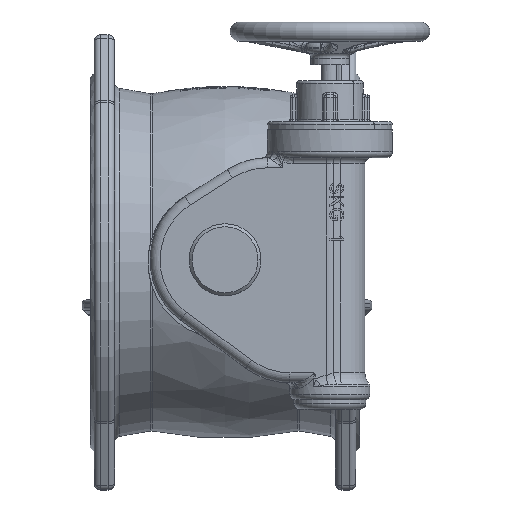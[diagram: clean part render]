
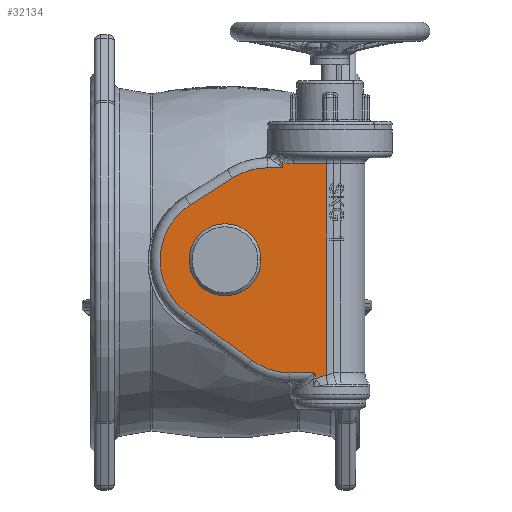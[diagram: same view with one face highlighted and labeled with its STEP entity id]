
A CAD part, top view. The second image highlights one B-rep face of the part: STEP entity #32134.
In plain terms, the highlighted planar face has unit normal (0, 0, 1).
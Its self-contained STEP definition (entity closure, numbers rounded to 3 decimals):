
#30379=CARTESIAN_POINT('',(-15.199,-114.075,
37.));
#30380=CARTESIAN_POINT('',(-15.292,-113.944,
37.));
#30381=CARTESIAN_POINT('',(-15.482,-113.705,
37.));
#30382=CARTESIAN_POINT('',(-15.774,-113.407,
37.));
#30383=CARTESIAN_POINT('',(-16.064,-113.172,
37.));
#30384=CARTESIAN_POINT('',(-16.251,-113.052,
37.));
#30385=CARTESIAN_POINT('',(-16.34,-113.001,
37.));
#30398=CARTESIAN_POINT('',(-13.964,-119.166,
37.));
#30399=CARTESIAN_POINT('',(-13.462,-118.82,
37.));
#30400=CARTESIAN_POINT('',(-12.385,-118.164,
37.));
#30401=CARTESIAN_POINT('',(-10.546,-117.296,
37.));
#30402=CARTESIAN_POINT('',(-8.48,-116.559,
37.));
#30403=CARTESIAN_POINT('',(-6.194,-115.972,
37.));
#30404=CARTESIAN_POINT('',(-4.495,-115.693,
37.));
#30405=CARTESIAN_POINT('',(-3.605,-115.589,
37.));
#30410=DIRECTION('',(0.,1.,0.));
#30411=VECTOR('',#30410,0.442);
#30412=CARTESIAN_POINT('',(-13.964,-119.166,
37.));
#30413=LINE('',#30412,#30411);
#30417=CARTESIAN_POINT('',(-13.964,-118.724,
37.));
#30418=CARTESIAN_POINT('',(-13.964,-118.497,
37.));
#30419=CARTESIAN_POINT('',(-13.976,-118.065,
37.));
#30420=CARTESIAN_POINT('',(-14.025,-117.477,
37.));
#30421=CARTESIAN_POINT('',(-14.097,-116.95,37.));
#30422=CARTESIAN_POINT('',(-14.187,-116.479,37.));
#30423=CARTESIAN_POINT('',(-14.29,-116.063,37.));
#30424=CARTESIAN_POINT('',(-14.401,-115.693,37.));
#30425=CARTESIAN_POINT('',(-14.522,-115.352,37.));
#30426=CARTESIAN_POINT('',(-14.66,-115.019,37.));
#30427=CARTESIAN_POINT('',(-14.817,-114.693,37.));
#30428=CARTESIAN_POINT('',(-14.999,-114.371,
37.));
#30429=CARTESIAN_POINT('',(-15.13,-114.171,
37.));
#30430=CARTESIAN_POINT('',(-15.199,-114.075,
37.));
#30435=DIRECTION('',(-1.,0.,0.));
#30436=VECTOR('',#30435,23.66);
#30437=CARTESIAN_POINT('',(-16.34,-113.001,
37.));
#30438=LINE('',#30437,#30436);
#30442=CARTESIAN_POINT('',(-40.,-48.,37.));
#30443=DIRECTION('',(0.,0.,-1.));
#30444=DIRECTION('',(0.,-1.,0.));
#30445=AXIS2_PLACEMENT_3D('',#30442,#30443,#30444);
#30450=DIRECTION('',(-0.804,0.594,0.));
#30451=VECTOR('',#30450,80.802);
#30452=CARTESIAN_POINT('',(-78.613,-100.288,37.));
#30453=LINE('',#30452,#30451);
#30457=CARTESIAN_POINT('',(-105.,0.,37.));
#30458=DIRECTION('',(0.,0.,-1.));
#30459=DIRECTION('',(-0.594,-0.804,0.));
#30460=AXIS2_PLACEMENT_3D('',#30457,#30458,#30459);
#30465=DIRECTION('',(0.844,0.536,0.));
#30466=VECTOR('',#30465,50.351);
#30467=CARTESIAN_POINT('',(-139.855,54.865,37.));
#30468=LINE('',#30467,#30466);
#30472=CARTESIAN_POINT('',(-62.5,27.,37.));
#30473=DIRECTION('',(0.,0.,-1.));
#30474=DIRECTION('',(-0.536,0.844,0.));
#30475=AXIS2_PLACEMENT_3D('',#30472,#30473,#30474);
#30480=DIRECTION('',(0.,1.,0.));
#30481=VECTOR('',#30480,6.536);
#30482=CARTESIAN_POINT('',(-47.236,92.,
37.));
#30483=LINE('',#30482,#30481);
#30487=CARTESIAN_POINT('',(-36.65,96.,
37.));
#30488=CARTESIAN_POINT('',(-37.658,96.,
37.));
#30489=CARTESIAN_POINT('',(-39.622,96.105,
37.));
#30490=CARTESIAN_POINT('',(-42.477,96.601,
37.));
#30491=CARTESIAN_POINT('',(-45.064,97.421,
37.));
#30492=CARTESIAN_POINT('',(-46.547,98.138,
37.));
#30493=CARTESIAN_POINT('',(-47.236,98.536,
37.));
#30498=DIRECTION('',(-1.,0.,0.));
#30499=VECTOR('',#30498,33.046);
#30500=CARTESIAN_POINT('',(-3.604,96.,37.));
#30501=LINE('',#30500,#30499);
#30505=CARTESIAN_POINT('',(-105.,0.,37.));
#30506=DIRECTION('',(0.,0.,1.));
#30507=DIRECTION('',(1.,0.,0.));
#30508=AXIS2_PLACEMENT_3D('',#30505,#30506,#30507);
#30513=CARTESIAN_POINT('',(-105.,0.,37.));
#30514=DIRECTION('',(0.,0.,1.));
#30515=DIRECTION('',(-1.,0.,0.));
#30516=AXIS2_PLACEMENT_3D('',#30513,#30514,#30515);
#30580=CARTESIAN_POINT('',(-3.605,-115.589,
37.));
#30590=DIRECTION('',(0.,1.,0.));
#30591=VECTOR('',#30590,211.589);
#30592=CARTESIAN_POINT('',(-3.605,-115.589,
37.));
#30593=LINE('',#30592,#30591);
#30975=DIRECTION('',(-1.,0.,0.));
#30976=VECTOR('',#30975,15.264);
#30977=CARTESIAN_POINT('',(-47.236,92.,
37.));
#30978=LINE('',#30977,#30976);
#31440=CARTESIAN_POINT('',(-97.355,81.865,37.));
#31441=CARTESIAN_POINT('',(-62.5,92.,37.));
#31442=VERTEX_POINT('',#31440);
#31443=VERTEX_POINT('',#31441);
#31448=CARTESIAN_POINT('',(-139.855,54.865,37.));
#31449=VERTEX_POINT('',#31448);
#31452=CARTESIAN_POINT('',(-143.613,-52.288,37.));
#31453=VERTEX_POINT('',#31452);
#31456=CARTESIAN_POINT('',(-78.613,-100.288,37.));
#31457=VERTEX_POINT('',#31456);
#31460=CARTESIAN_POINT('',(-40.,-113.,37.));
#31461=VERTEX_POINT('',#31460);
#31462=CARTESIAN_POINT('',(-47.236,92.,
37.));
#31463=CARTESIAN_POINT('',(-47.236,98.536,
37.));
#31464=VERTEX_POINT('',#31462);
#31465=VERTEX_POINT('',#31463);
#31470=CARTESIAN_POINT('',(-16.34,-113.001,
37.));
#31471=VERTEX_POINT('',#31470);
#31474=CARTESIAN_POINT('',(-13.964,-118.724,
37.));
#31475=VERTEX_POINT('',#31474);
#31509=CARTESIAN_POINT('',(-3.604,96.,37.));
#31510=VERTEX_POINT('',#31509);
#31513=CARTESIAN_POINT('',(-36.65,96.,
37.));
#31514=VERTEX_POINT('',#31513);
#31531=VERTEX_POINT('',#30430);
#31551=VERTEX_POINT('',#30580);
#31553=VERTEX_POINT('',#30398);
#31555=CARTESIAN_POINT('',(-69.,0.,37.));
#31556=CARTESIAN_POINT('',(-141.,0.,37.));
#31557=VERTEX_POINT('',#31555);
#31558=VERTEX_POINT('',#31556);
#32092=CARTESIAN_POINT('',(0.,0.,37.));
#32093=DIRECTION('',(0.,0.,1.));
#32094=DIRECTION('',(1.,0.,0.));
#32095=AXIS2_PLACEMENT_3D('',#32092,#32093,#32094);
#32096=PLANE('',#32095);
#32098=ORIENTED_EDGE('',*,*,#32097,.F.);
#32100=ORIENTED_EDGE('',*,*,#32099,.T.);
#32102=ORIENTED_EDGE('',*,*,#32101,.T.);
#32103=ORIENTED_EDGE('',*,*,#32085,.T.);
#32105=ORIENTED_EDGE('',*,*,#32104,.T.);
#32107=ORIENTED_EDGE('',*,*,#32106,.T.);
#32109=ORIENTED_EDGE('',*,*,#32108,.T.);
#32111=ORIENTED_EDGE('',*,*,#32110,.T.);
#32113=ORIENTED_EDGE('',*,*,#32112,.T.);
#32115=ORIENTED_EDGE('',*,*,#32114,.T.);
#32117=ORIENTED_EDGE('',*,*,#32116,.F.);
#32119=ORIENTED_EDGE('',*,*,#32118,.T.);
#32121=ORIENTED_EDGE('',*,*,#32120,.F.);
#32123=ORIENTED_EDGE('',*,*,#32122,.F.);
#32125=ORIENTED_EDGE('',*,*,#32124,.F.);
#32126=EDGE_LOOP('',(#32098,#32100,#32102,#32103,#32105,#32107,#32109,#32111,
#32113,#32115,#32117,#32119,#32121,#32123,#32125));
#32127=FACE_OUTER_BOUND('',#32126,.F.);
#32129=ORIENTED_EDGE('',*,*,#32128,.T.);
#32131=ORIENTED_EDGE('',*,*,#32130,.T.);
#32132=EDGE_LOOP('',(#32129,#32131));
#32133=FACE_BOUND('',#32132,.F.);
#32134=ADVANCED_FACE('',(#32127,#32133),#32096,.T.);
#30386=B_SPLINE_CURVE_WITH_KNOTS('',3,(#30379,#30380,#30381,#30382,#30383,
#30384,#30385),.UNSPECIFIED.,.F.,.F.,(4,1,1,1,4),(0.,0.25,0.5,0.75,
1.),.UNSPECIFIED.);
#30406=B_SPLINE_CURVE_WITH_KNOTS('',3,(#30398,#30399,#30400,#30401,#30402,
#30403,#30404,#30405),.UNSPECIFIED.,.F.,.F.,(4,1,1,1,1,4),(0.,0.2,0.4,
0.6,0.8,1.),.UNSPECIFIED.);
#30431=B_SPLINE_CURVE_WITH_KNOTS('',3,(#30417,#30418,#30419,#30420,#30421,
#30422,#30423,#30424,#30425,#30426,#30427,#30428,#30429,#30430),.UNSPECIFIED.,
.F.,.F.,(4,1,1,1,1,1,1,1,1,1,1,4),(0.,0.091,0.182,
0.273,0.364,0.455,0.545,
0.636,0.727,0.818,0.909,1.),
.UNSPECIFIED.);
#30446=CIRCLE('',#30445,65.);
#30461=CIRCLE('',#30460,65.);
#30476=CIRCLE('',#30475,65.);
#30494=B_SPLINE_CURVE_WITH_KNOTS('',3,(#30487,#30488,#30489,#30490,#30491,
#30492,#30493),.UNSPECIFIED.,.F.,.F.,(4,1,1,1,4),(0.,0.25,0.5,0.75,
1.),.UNSPECIFIED.);
#30509=CIRCLE('',#30508,36.);
#30517=CIRCLE('',#30516,36.);
#32085=EDGE_CURVE('',#31531,#31471,#30386,.T.);
#32097=EDGE_CURVE('',#31553,#31551,#30406,.T.);
#32099=EDGE_CURVE('',#31553,#31475,#30413,.T.);
#32101=EDGE_CURVE('',#31475,#31531,#30431,.T.);
#32104=EDGE_CURVE('',#31471,#31461,#30438,.T.);
#32106=EDGE_CURVE('',#31461,#31457,#30446,.T.);
#32108=EDGE_CURVE('',#31457,#31453,#30453,.T.);
#32110=EDGE_CURVE('',#31453,#31449,#30461,.T.);
#32112=EDGE_CURVE('',#31449,#31442,#30468,.T.);
#32114=EDGE_CURVE('',#31442,#31443,#30476,.T.);
#32116=EDGE_CURVE('',#31464,#31443,#30978,.T.);
#32118=EDGE_CURVE('',#31464,#31465,#30483,.T.);
#32120=EDGE_CURVE('',#31514,#31465,#30494,.T.);
#32122=EDGE_CURVE('',#31510,#31514,#30501,.T.);
#32124=EDGE_CURVE('',#31551,#31510,#30593,.T.);
#32128=EDGE_CURVE('',#31557,#31558,#30509,.T.);
#32130=EDGE_CURVE('',#31558,#31557,#30517,.T.);
